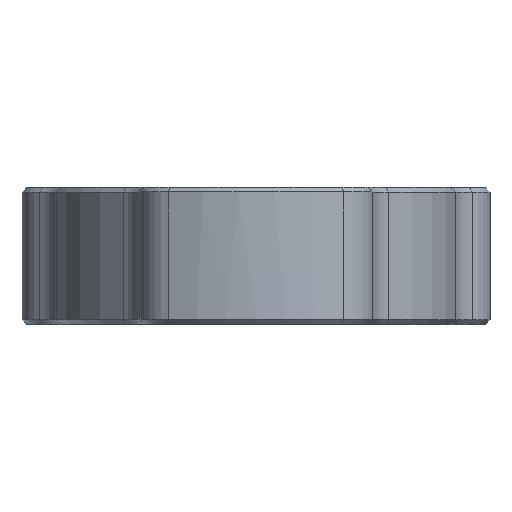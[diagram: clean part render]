
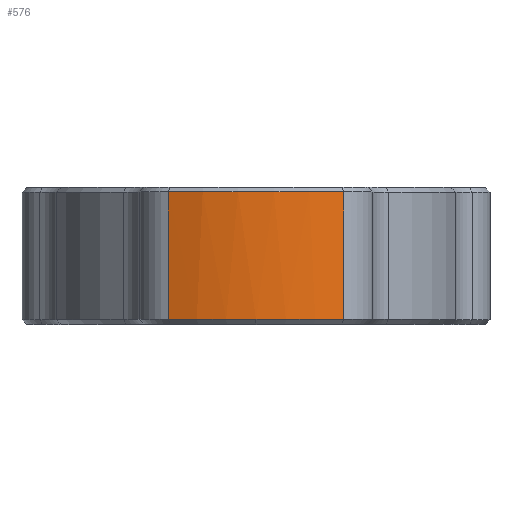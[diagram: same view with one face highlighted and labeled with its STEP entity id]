
A CAD part, top view. The second image highlights one B-rep face of the part: STEP entity #576.
In plain terms, the highlighted cylindrical face has radius 25 mm (diameter 50 mm), a partial arc.
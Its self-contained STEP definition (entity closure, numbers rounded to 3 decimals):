
#68 = EDGE_LOOP ( 'NONE', ( #3169, #2910, #221, #2253, #5112 ) ) ;
#221 = ORIENTED_EDGE ( 'NONE', *, *, #8816, .T. ) ;
#319 = EDGE_CURVE ( 'NONE', #7599, #3560, #550, .T. ) ;
#453 = DIRECTION ( 'NONE',  ( 0., 0., -1. ) ) ;
#550 = CIRCLE ( 'NONE', #6276, 25. ) ;
#576 = ADVANCED_FACE ( 'NONE', ( #5923 ), #3115, .T. ) ;
#687 = EDGE_CURVE ( 'NONE', #3568, #7599, #6827, .T. ) ;
#1051 = DIRECTION ( 'NONE',  ( 0., -1., 0. ) ) ;
#1158 = DIRECTION ( 'NONE',  ( 0., 0., -1. ) ) ;
#1265 = DIRECTION ( 'NONE',  ( 0., 1., 0. ) ) ;
#1385 = AXIS2_PLACEMENT_3D ( 'NONE', #8274, #1978, #1158 ) ;
#1442 = VERTEX_POINT ( 'NONE', #4336 ) ;
#1735 = VECTOR ( 'NONE', #1265, 1000. ) ;
#1978 = DIRECTION ( 'NONE',  ( 0., 1., 0. ) ) ;
#2110 = DIRECTION ( 'NONE',  ( 0., 0., -1. ) ) ;
#2199 = EDGE_CURVE ( 'NONE', #1442, #5871, #7342, .T. ) ;
#2253 = ORIENTED_EDGE ( 'NONE', *, *, #687, .T. ) ;
#2615 = LINE ( 'NONE', #6243, #2771 ) ;
#2704 = DIRECTION ( 'NONE',  ( 0., -1., 0. ) ) ;
#2771 = VECTOR ( 'NONE', #3395, 1000. ) ;
#2910 = ORIENTED_EDGE ( 'NONE', *, *, #2199, .T. ) ;
#3115 = CYLINDRICAL_SURFACE ( 'NONE', #3630, 25. ) ;
#3169 = ORIENTED_EDGE ( 'NONE', *, *, #6165, .T. ) ;
#3395 = DIRECTION ( 'NONE',  ( 0., -1., 0. ) ) ;
#3502 = CARTESIAN_POINT ( 'NONE',  ( 9.281, 13.5, 23.213 ) ) ;
#3560 = VERTEX_POINT ( 'NONE', #6323 ) ;
#3568 = VERTEX_POINT ( 'NONE', #7699 ) ;
#3630 = AXIS2_PLACEMENT_3D ( 'NONE', #8730, #1051, #3859 ) ;
#3859 = DIRECTION ( 'NONE',  ( 0., 0., -1. ) ) ;
#3938 = CARTESIAN_POINT ( 'NONE',  ( 0., 0., 25. ) ) ;
#3954 = CARTESIAN_POINT ( 'NONE',  ( 0., 0., 0. ) ) ;
#4336 = CARTESIAN_POINT ( 'NONE',  ( -9.281, 0., 23.213 ) ) ;
#4648 = DIRECTION ( 'NONE',  ( 0., 1., 0. ) ) ;
#5112 = ORIENTED_EDGE ( 'NONE', *, *, #319, .T. ) ;
#5435 = CARTESIAN_POINT ( 'NONE',  ( 0., 13.5, 0. ) ) ;
#5507 = CIRCLE ( 'NONE', #1385, 25. ) ;
#5871 = VERTEX_POINT ( 'NONE', #3938 ) ;
#5923 = FACE_OUTER_BOUND ( 'NONE', #68, .T. ) ;
#6165 = EDGE_CURVE ( 'NONE', #3560, #1442, #2615, .T. ) ;
#6243 = CARTESIAN_POINT ( 'NONE',  ( -9.281, 14., 23.213 ) ) ;
#6276 = AXIS2_PLACEMENT_3D ( 'NONE', #5435, #2704, #2110 ) ;
#6323 = CARTESIAN_POINT ( 'NONE',  ( -9.281, 13.5, 23.213 ) ) ;
#6827 = LINE ( 'NONE', #8346, #1735 ) ;
#7342 = CIRCLE ( 'NONE', #8298, 25. ) ;
#7599 = VERTEX_POINT ( 'NONE', #3502 ) ;
#7699 = CARTESIAN_POINT ( 'NONE',  ( 9.281, 0., 23.213 ) ) ;
#8274 = CARTESIAN_POINT ( 'NONE',  ( 0., 0., 0. ) ) ;
#8298 = AXIS2_PLACEMENT_3D ( 'NONE', #3954, #4648, #453 ) ;
#8346 = CARTESIAN_POINT ( 'NONE',  ( 9.281, 14., 23.213 ) ) ;
#8730 = CARTESIAN_POINT ( 'NONE',  ( 0., 14., 0. ) ) ;
#8816 = EDGE_CURVE ( 'NONE', #5871, #3568, #5507, .T. ) ;
